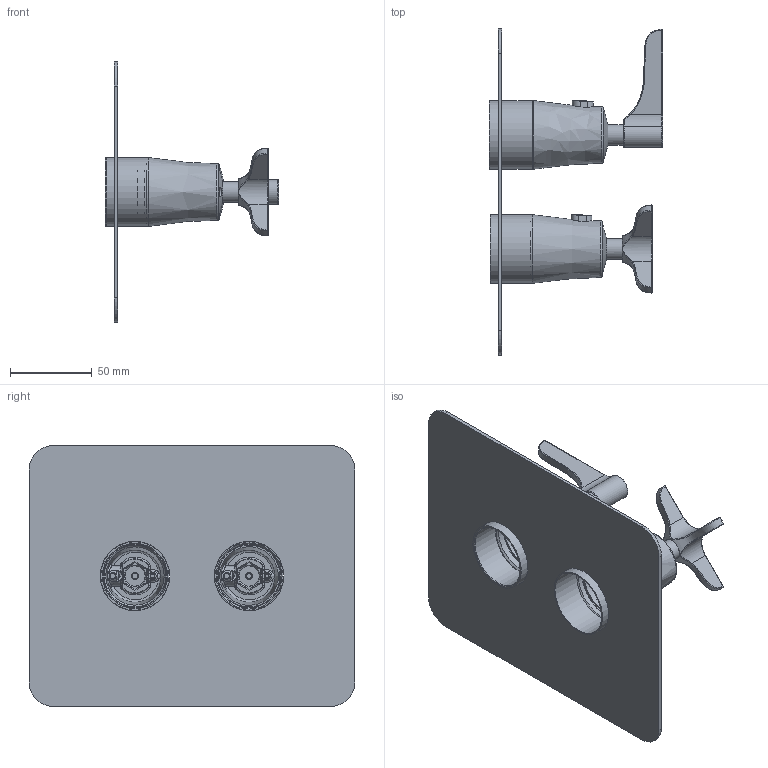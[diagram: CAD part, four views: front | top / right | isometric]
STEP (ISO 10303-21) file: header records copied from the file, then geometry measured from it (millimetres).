
FILE_DESCRIPTION (( 'STEP AP203' ), '1' );
FILE_NAME ('91DP06143.STEP', '2021-11-18T10:17:33', ( '' ), ( '' ), 'SwSTEP 2.0', 'SolidWorks 2021', '' );
FILE_SCHEMA (( 'CONFIG_CONTROL_DESIGN' ));
Length unit declared in the file: millimetre
Products named in the file (1): 91DP06143
Bounding box: 106.23 x 200 x 160 mm (x, y, z)
Volume: 120151.7 mm3; surface area: 122832.4 mm2
Topology: 15 solids, 15 shells, 578 faces, 1419 edges, 877 vertices
Faces by surface type: plane 265, cylinder 142, bspline 93, cone 35, torus 27, sphere 16
Full cylindrical faces by diameter (mm): 2.5 x2, 3 x2, 3.1 x4, 3.3 x6, 4.15 x2, 4.5 x4, 4.8 x2, 5.5 x2, 5.8 x2, 8 x2, 12.5 x4, 12.6 x2, 12.8 x2, 32.1 x2, 32.3 x2, 35.8 x1, 36 x2, 37.8 x2, 37.9 x2, 38 x3, 39 x3, 40.5 x2, 40.85 x2, 42 x2, 42.5 x2
Entity records: 22371 total; most frequent: CARTESIAN_POINT 9991, ORIENTED_EDGE 2514, DIRECTION 2378, EDGE_CURVE 1257, AXIS2_PLACEMENT_3D 891, VERTEX_POINT 832, EDGE_LOOP 753, FACE_OUTER_BOUND 646
